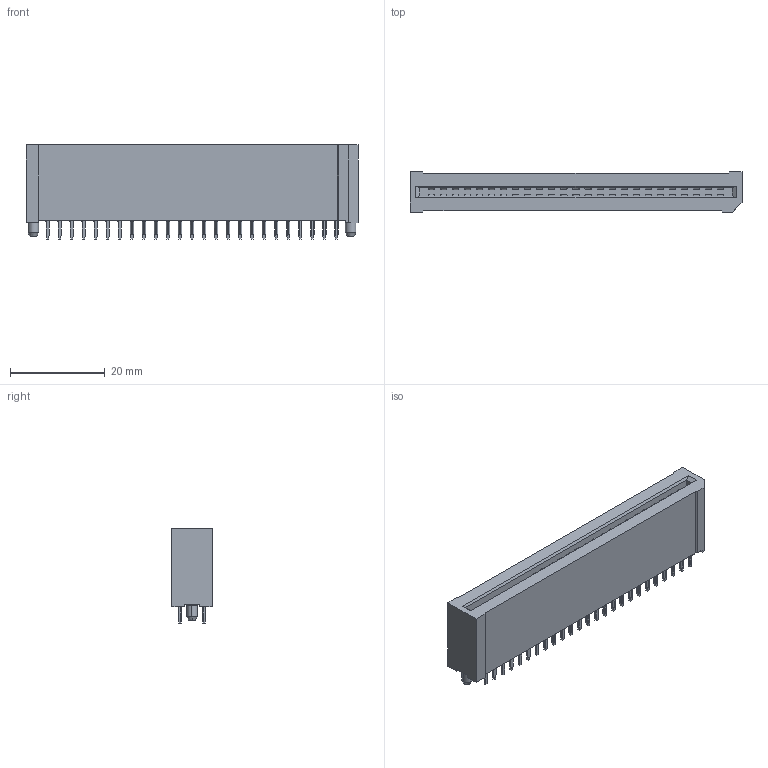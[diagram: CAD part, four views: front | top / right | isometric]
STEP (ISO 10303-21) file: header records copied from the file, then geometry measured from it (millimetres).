
FILE_DESCRIPTION((''),'2;1');
FILE_NAME('52937-XXXXX-003_ASM','2019-06-17T',('t01237'),(''),'PRO/ENGINEER BY PARAMETRIC TECHNOLOGY CORPORATION, 2007450','PRO/ENGINEER BY PARAMETRIC TECHNOLOGY CORPORATION, 2007450','');
FILE_SCHEMA(('CONFIG_CONTROL_DESIGN', 'GEOMETRIC_VALIDATION_PROPERTIES_MIM'));
Products named in the file (1): 52937-XXXXX-003_ASM
Bounding box: 70.1 x 8.5 x 19.9 mm (x, y, z)
Volume: 7794.8 mm3; surface area: 5531.4 mm2
Topology: 1 solids, 1 shells, 1979 faces, 5159 edges, 3277 vertices
Faces by surface type: plane 1467, cylinder 304, cone 180, bspline 28
Entity records: 75404 total; most frequent: CARTESIAN_POINT 14568, ORIENTED_EDGE 10318, DIRECTION 8761, EDGE_CURVE 5159, VECTOR 4171, LINE 4171, VERTEX_POINT 3277, AXIS2_PLACEMENT_3D 2295
